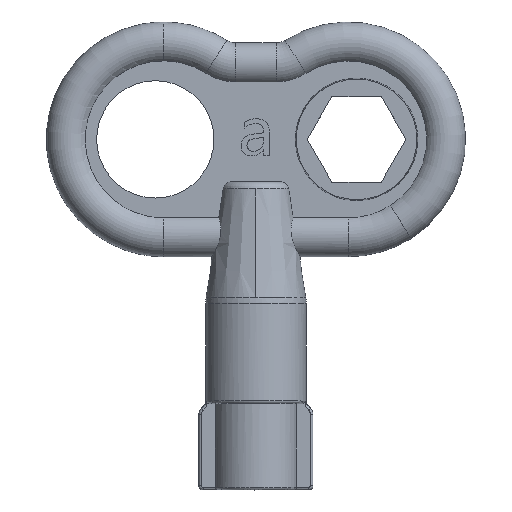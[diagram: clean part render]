
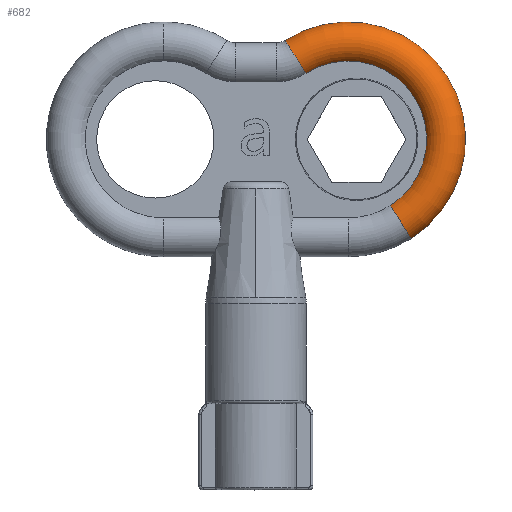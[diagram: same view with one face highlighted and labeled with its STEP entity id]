
A CAD part, top view. The second image highlights one B-rep face of the part: STEP entity #682.
In plain terms, the highlighted toroidal (fillet/blend) face has major radius 11.5 mm and minor radius 2.5 mm.
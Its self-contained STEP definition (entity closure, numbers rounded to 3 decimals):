
#35 = ORIENTED_EDGE ( 'NONE', *, *, #3800, .F. ) ;
#56 = CARTESIAN_POINT ( 'NONE',  ( 3.509, 11.775, 0.541 ) ) ;
#68 = DIRECTION ( 'NONE',  ( 0., 0., 1. ) ) ;
#91 = CARTESIAN_POINT ( 'NONE',  ( 3.486, 11.813, 0.27 ) ) ;
#189 = CIRCLE ( 'NONE', #3628, 2.5 ) ;
#212 = CARTESIAN_POINT ( 'NONE',  ( 3.486, 11.813, -0.327 ) ) ;
#222 = DIRECTION ( 'NONE',  ( 0., 0., -1. ) ) ;
#520 = CARTESIAN_POINT ( 'NONE',  ( 5.184, 9.142, 2.425 ) ) ;
#553 = CARTESIAN_POINT ( 'NONE',  ( 5.041, 9.368, 2.483 ) ) ;
#682 = ADVANCED_FACE ( 'NONE', ( #2908 ), #2043, .T. ) ;
#724 = CARTESIAN_POINT ( 'NONE',  ( 4.828, 9.703, -2.5 ) ) ;
#727 = VERTEX_POINT ( 'NONE', #724 ) ;
#772 = VERTEX_POINT ( 'NONE', #791 ) ;
#791 = CARTESIAN_POINT ( 'NONE',  ( 16.026, -7.901, 1.3 ) ) ;
#924 = AXIS2_PLACEMENT_3D ( 'NONE', #4674, #2575, #2514 ) ;
#938 = CARTESIAN_POINT ( 'NONE',  ( 3.486, 11.812, 0. ) ) ;
#1077 = CARTESIAN_POINT ( 'NONE',  ( 3.755, 11.39, -1.536 ) ) ;
#1091 = B_SPLINE_CURVE_WITH_KNOTS ( 'NONE', 3,
 ( #4531, #1520, #3170, #4504, #2802, #520, #553, #4562, #4588, #5378, #1838, #2334, #2719, #5029, #1426, #56, #91, #938 ),
 .UNSPECIFIED., .F., .F.,
 ( 4, 2, 2, 2, 2, 2, 2, 2, 4 ),
 ( 0., 0.078, 0.156, 0.234, 0.311, 0.389, 0.467, 0.545, 0.623 ),
 .UNSPECIFIED. ) ;
#1161 = CARTESIAN_POINT ( 'NONE',  ( 4.476, 10.255, -2.435 ) ) ;
#1313 = CARTESIAN_POINT ( 'NONE',  ( 5.974, 7.901, 1.3 ) ) ;
#1426 = CARTESIAN_POINT ( 'NONE',  ( 3.602, 11.63, 1.053 ) ) ;
#1496 = CARTESIAN_POINT ( 'NONE',  ( 3.486, 11.812, 0. ) ) ;
#1520 = CARTESIAN_POINT ( 'NONE',  ( 5.898, 8.02, 1.531 ) ) ;
#1770 = AXIS2_PLACEMENT_3D ( 'NONE', #5096, #222, #5600 ) ;
#1778 = EDGE_CURVE ( 'NONE', #3103, #4495, #1091, .T. ) ;
#1838 = CARTESIAN_POINT ( 'NONE',  ( 4.192, 10.702, 2.219 ) ) ;
#1870 = CIRCLE ( 'NONE', #2054, 9.365 ) ;
#1975 = CARTESIAN_POINT ( 'NONE',  ( 16.026, -7.901, -1.3 ) ) ;
#2035 = DIRECTION ( 'NONE',  ( -0.537, 0.844, 0. ) ) ;
#2043 = TOROIDAL_SURFACE ( 'NONE', #924, 11.5, 2.5 ) ;
#2054 = AXIS2_PLACEMENT_3D ( 'NONE', #3591, #68, #5424 ) ;
#2094 = CARTESIAN_POINT ( 'NONE',  ( 5.057, 9.343, -2.5 ) ) ;
#2152 = CIRCLE ( 'NONE', #1770, 9.365 ) ;
#2334 = CARTESIAN_POINT ( 'NONE',  ( 3.952, 11.079, 1.914 ) ) ;
#2454 = CARTESIAN_POINT ( 'NONE',  ( 4.652, 9.979, -2.5 ) ) ;
#2514 = DIRECTION ( 'NONE',  ( -0.537, 0.844, 0. ) ) ;
#2575 = DIRECTION ( 'NONE',  ( 0., 0., -1. ) ) ;
#2719 = CARTESIAN_POINT ( 'NONE',  ( 3.846, 11.246, 1.726 ) ) ;
#2802 = CARTESIAN_POINT ( 'NONE',  ( 5.454, 8.718, 2.227 ) ) ;
#2858 = CARTESIAN_POINT ( 'NONE',  ( 4.828, 9.703, -2.5 ) ) ;
#2908 = FACE_OUTER_BOUND ( 'NONE', #3519, .T. ) ;
#3103 = VERTEX_POINT ( 'NONE', #1313 ) ;
#3170 = CARTESIAN_POINT ( 'NONE',  ( 5.803, 8.17, 1.739 ) ) ;
#3184 = CARTESIAN_POINT ( 'NONE',  ( 3.486, 11.812, 0. ) ) ;
#3231 = ORIENTED_EDGE ( 'NONE', *, *, #1778, .F. ) ;
#3263 = CARTESIAN_POINT ( 'NONE',  ( 3.521, 11.758, -0.654 ) ) ;
#3307 = CARTESIAN_POINT ( 'NONE',  ( 17.172, -9.703, 0. ) ) ;
#3425 = B_SPLINE_CURVE_WITH_KNOTS ( 'NONE', 3,
 ( #3773, #2094, #4611, #4643, #3862, #5543 ),
 .UNSPECIFIED., .F., .F.,
 ( 4, 2, 4 ),
 ( 0., 0.5, 1. ),
 .UNSPECIFIED. ) ;
#3519 = EDGE_LOOP ( 'NONE', ( #3838, #3957, #4049, #4251, #35, #3231 ) ) ;
#3591 = CARTESIAN_POINT ( 'NONE',  ( 11., 0., 1.3 ) ) ;
#3628 = AXIS2_PLACEMENT_3D ( 'NONE', #3307, #4172, #2035 ) ;
#3773 = CARTESIAN_POINT ( 'NONE',  ( 4.828, 9.703, -2.5 ) ) ;
#3800 = EDGE_CURVE ( 'NONE', #4495, #727, #4264, .T. ) ;
#3838 = ORIENTED_EDGE ( 'NONE', *, *, #5082, .F. ) ;
#3862 = CARTESIAN_POINT ( 'NONE',  ( 5.855, 8.089, -1.664 ) ) ;
#3957 = ORIENTED_EDGE ( 'NONE', *, *, #4656, .T. ) ;
#4049 = ORIENTED_EDGE ( 'NONE', *, *, #4885, .F. ) ;
#4172 = DIRECTION ( 'NONE',  ( 0.844, 0.537, 0. ) ) ;
#4251 = ORIENTED_EDGE ( 'NONE', *, *, #4686, .F. ) ;
#4264 = B_SPLINE_CURVE_WITH_KNOTS ( 'NONE', 3,
 ( #1496, #212, #3263, #5113, #1077, #4593, #5501, #1161, #2454, #2858 ),
 .UNSPECIFIED., .F., .F.,
 ( 4, 2, 2, 2, 4 ),
 ( 0.623, 0.717, 0.811, 0.906, 1. ),
 .UNSPECIFIED. ) ;
#4270 = VERTEX_POINT ( 'NONE', #1975 ) ;
#4495 = VERTEX_POINT ( 'NONE', #3184 ) ;
#4504 = CARTESIAN_POINT ( 'NONE',  ( 5.581, 8.519, 2.087 ) ) ;
#4531 = CARTESIAN_POINT ( 'NONE',  ( 5.974, 7.901, 1.3 ) ) ;
#4562 = CARTESIAN_POINT ( 'NONE',  ( 4.751, 9.824, 2.511 ) ) ;
#4588 = CARTESIAN_POINT ( 'NONE',  ( 4.605, 10.053, 2.48 ) ) ;
#4593 = CARTESIAN_POINT ( 'NONE',  ( 4.003, 10.999, -1.999 ) ) ;
#4611 = CARTESIAN_POINT ( 'NONE',  ( 5.285, 8.984, -2.388 ) ) ;
#4643 = CARTESIAN_POINT ( 'NONE',  ( 5.685, 8.356, -1.97 ) ) ;
#4656 = EDGE_CURVE ( 'NONE', #772, #4270, #189, .T. ) ;
#4674 = CARTESIAN_POINT ( 'NONE',  ( 11., 0., 0. ) ) ;
#4686 = EDGE_CURVE ( 'NONE', #727, #4727, #3425, .T. ) ;
#4726 = CARTESIAN_POINT ( 'NONE',  ( 5.974, 7.901, -1.3 ) ) ;
#4727 = VERTEX_POINT ( 'NONE', #4726 ) ;
#4885 = EDGE_CURVE ( 'NONE', #4727, #4270, #2152, .T. ) ;
#5029 = CARTESIAN_POINT ( 'NONE',  ( 3.671, 11.522, 1.295 ) ) ;
#5082 = EDGE_CURVE ( 'NONE', #772, #3103, #1870, .T. ) ;
#5096 = CARTESIAN_POINT ( 'NONE',  ( 11., 0., -1.3 ) ) ;
#5113 = CARTESIAN_POINT ( 'NONE',  ( 3.655, 11.546, -1.259 ) ) ;
#5378 = CARTESIAN_POINT ( 'NONE',  ( 4.326, 10.492, 2.334 ) ) ;
#5424 = DIRECTION ( 'NONE',  ( -1., 0., 0. ) ) ;
#5501 = CARTESIAN_POINT ( 'NONE',  ( 4.152, 10.765, -2.184 ) ) ;
#5543 = CARTESIAN_POINT ( 'NONE',  ( 5.974, 7.901, -1.3 ) ) ;
#5600 = DIRECTION ( 'NONE',  ( -1., 0., 0. ) ) ;
